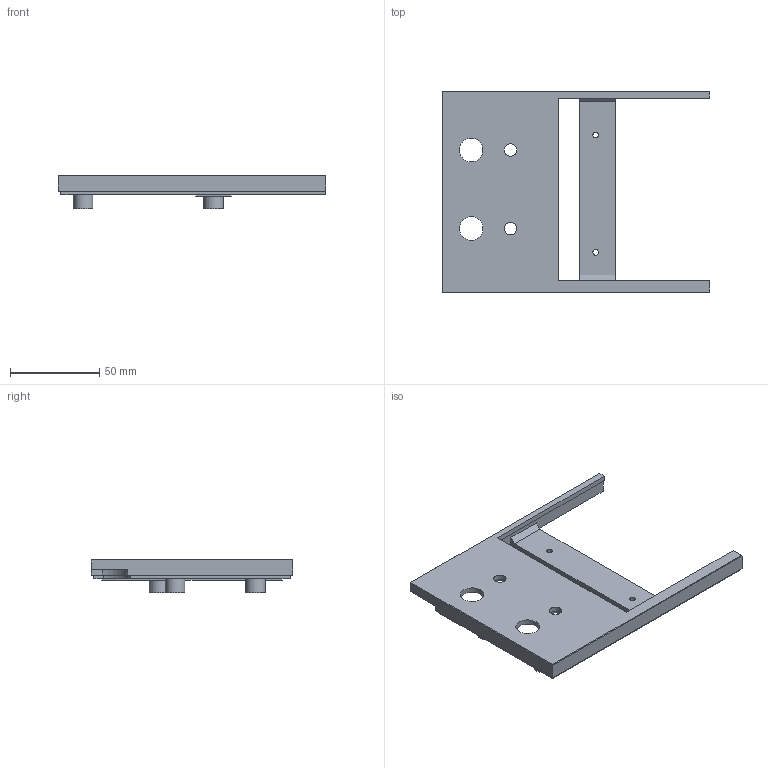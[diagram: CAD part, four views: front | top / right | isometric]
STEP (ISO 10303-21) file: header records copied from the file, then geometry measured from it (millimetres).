
FILE_DESCRIPTION(('FreeCAD Model'),'2;1');
FILE_NAME('Open CASCADE Shape Model','2024-04-21T12:47:55',(''),(''), 'Open CASCADE STEP processor 7.6','FreeCAD','Unknown');
FILE_SCHEMA(('AUTOMOTIVE_DESIGN { 1 0 10303 214 1 1 1 1 }'));
Length unit declared in the file: millimetre
Products named in the file (1): TopLeft Cover Body
Bounding box: 149.95 x 113 x 19 mm (x, y, z)
Volume: 42423.4 mm3; surface area: 31413.1 mm2
Topology: 1 solids, 1 shells, 91 faces, 237 edges, 154 vertices
Faces by surface type: plane 72, cylinder 19
Full cylindrical faces by diameter (mm): 3.2 x2, 5.6 x3, 7 x4, 11 x3, 13.25 x2
Entity records: 2799 total; most frequent: CARTESIAN_POINT 483, ORIENTED_EDGE 474, DIRECTION 455, EDGE_CURVE 237, LINE 203, VECTOR 203, VERTEX_POINT 154, AXIS2_PLACEMENT_3D 126
